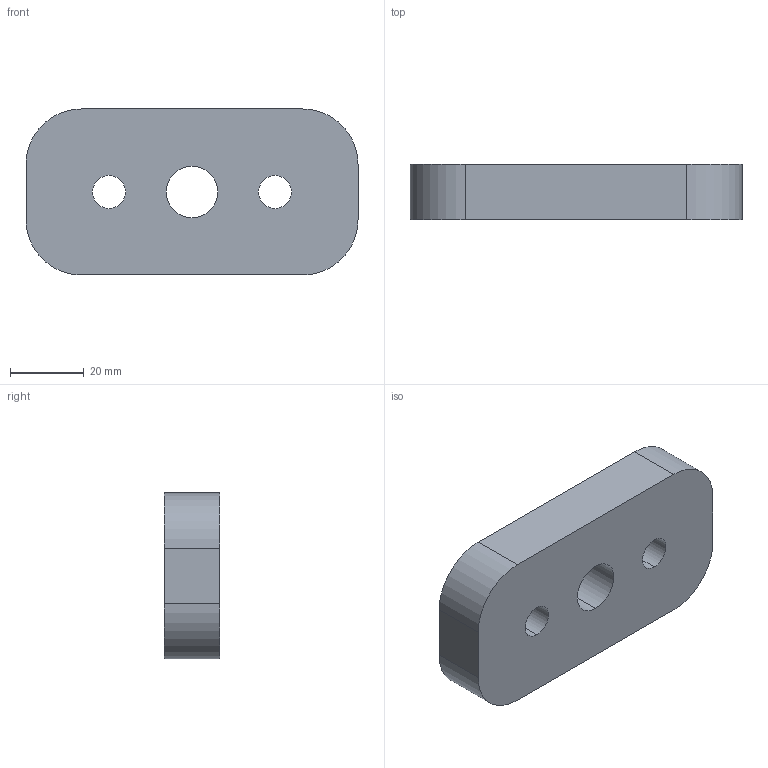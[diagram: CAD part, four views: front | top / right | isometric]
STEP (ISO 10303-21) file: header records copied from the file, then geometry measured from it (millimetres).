
FILE_DESCRIPTION (( 'STEP AP203' ), '1' );
FILE_NAME ('800.029.122.STEP', '2013-01-21T12:07:37', ( '' ), ( '' ), 'SwSTEP 2.0', 'SolidWorks 2011', '' );
FILE_SCHEMA (( 'CONFIG_CONTROL_DESIGN' ));
Length unit declared in the file: millimetre
Products named in the file (1): 800.029.122
Bounding box: 90 x 15 x 45 mm (x, y, z)
Volume: 52388.2 mm3; surface area: 12516.8 mm2
Topology: 1 solids, 1 shells, 26 faces, 62 edges, 40 vertices
Faces by surface type: cylinder 14, plane 8, cone 4
Entity records: 855 total; most frequent: DIRECTION 148, CARTESIAN_POINT 129, ORIENTED_EDGE 124, EDGE_CURVE 62, AXIS2_PLACEMENT_3D 59, VERTEX_POINT 40, EDGE_LOOP 34, CIRCLE 32
